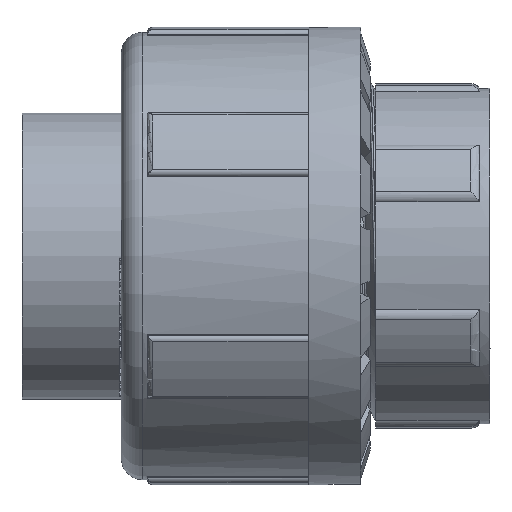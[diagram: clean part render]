
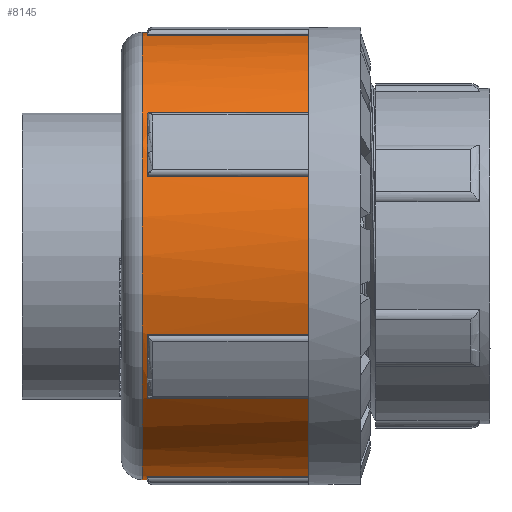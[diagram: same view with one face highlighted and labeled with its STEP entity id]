
A CAD part, top view. The second image highlights one B-rep face of the part: STEP entity #8145.
In plain terms, the highlighted cylindrical face has radius 21.5 mm (diameter 43 mm), a full revolution.
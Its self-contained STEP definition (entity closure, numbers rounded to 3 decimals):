
#603=LINE('',#24099,#1326);
#611=LINE('',#24160,#1334);
#619=LINE('',#24221,#1342);
#627=LINE('',#24282,#1350);
#635=LINE('',#24343,#1358);
#636=LINE('',#24346,#1359);
#638=LINE('',#24354,#1361);
#640=LINE('',#24362,#1363);
#642=LINE('',#24370,#1365);
#644=LINE('',#24378,#1367);
#654=LINE('',#24464,#1377);
#655=LINE('',#24466,#1378);
#1326=VECTOR('',#10015,10.);
#1334=VECTOR('',#10051,10.);
#1342=VECTOR('',#10087,10.);
#1350=VECTOR('',#10123,10.);
#1358=VECTOR('',#10159,10.);
#1359=VECTOR('',#10162,10.);
#1361=VECTOR('',#10174,10.);
#1363=VECTOR('',#10186,10.);
#1365=VECTOR('',#10198,10.);
#1367=VECTOR('',#10210,10.);
#1377=VECTOR('',#10292,10.);
#1378=VECTOR('',#10295,10.);
#1861=CYLINDRICAL_SURFACE('',#8818,21.5);
#1924=FACE_BOUND('',#2889,.T.);
#2373=FACE_OUTER_BOUND('',#2888,.T.);
#2888=EDGE_LOOP('',(#7310,#7311,#7312,#7313,#7314,#7315,#7316,#7317,#7318,
#7319,#7320,#7321,#7322,#7323,#7324,#7325,#7326,#7327,#7328,#7329,#7330,
#7331,#7332,#7333));
#2889=EDGE_LOOP('',(#7334));
#2993=CIRCLE('',#8513,21.5);
#3002=CIRCLE('',#8527,21.5);
#3011=CIRCLE('',#8541,21.5);
#3020=CIRCLE('',#8555,21.5);
#3029=CIRCLE('',#8569,21.5);
#3040=CIRCLE('',#8597,21.5);
#3043=CIRCLE('',#8601,21.5);
#3045=CIRCLE('',#8604,21.5);
#3047=CIRCLE('',#8607,21.5);
#3049=CIRCLE('',#8610,21.5);
#3053=CIRCLE('',#8615,21.5);
#3060=CIRCLE('',#8626,21.5);
#3154=CIRCLE('',#8817,21.5);
#3685=VERTEX_POINT('',#24091);
#3686=VERTEX_POINT('',#24093);
#3687=VERTEX_POINT('',#24097);
#3700=VERTEX_POINT('',#24152);
#3701=VERTEX_POINT('',#24154);
#3702=VERTEX_POINT('',#24158);
#3715=VERTEX_POINT('',#24213);
#3716=VERTEX_POINT('',#24215);
#3717=VERTEX_POINT('',#24219);
#3730=VERTEX_POINT('',#24274);
#3731=VERTEX_POINT('',#24276);
#3732=VERTEX_POINT('',#24280);
#3745=VERTEX_POINT('',#24335);
#3746=VERTEX_POINT('',#24337);
#3747=VERTEX_POINT('',#24341);
#3748=VERTEX_POINT('',#24345);
#3749=VERTEX_POINT('',#24353);
#3750=VERTEX_POINT('',#24361);
#3751=VERTEX_POINT('',#24369);
#3752=VERTEX_POINT('',#24377);
#3753=VERTEX_POINT('',#24385);
#3758=VERTEX_POINT('',#24409);
#3767=VERTEX_POINT('',#24458);
#3768=VERTEX_POINT('',#24460);
#3914=VERTEX_POINT('',#24944);
#4701=EDGE_CURVE('',#3686,#3685,#2993,.T.);
#4704=EDGE_CURVE('',#3685,#3687,#603,.T.);
#4720=EDGE_CURVE('',#3701,#3700,#3002,.T.);
#4723=EDGE_CURVE('',#3700,#3702,#611,.T.);
#4739=EDGE_CURVE('',#3716,#3715,#3011,.T.);
#4742=EDGE_CURVE('',#3715,#3717,#619,.T.);
#4758=EDGE_CURVE('',#3731,#3730,#3020,.T.);
#4761=EDGE_CURVE('',#3730,#3732,#627,.T.);
#4777=EDGE_CURVE('',#3746,#3745,#3029,.T.);
#4780=EDGE_CURVE('',#3745,#3747,#635,.T.);
#4781=EDGE_CURVE('',#3748,#3686,#636,.T.);
#4785=EDGE_CURVE('',#3749,#3701,#638,.T.);
#4789=EDGE_CURVE('',#3750,#3716,#640,.T.);
#4793=EDGE_CURVE('',#3751,#3731,#642,.T.);
#4797=EDGE_CURVE('',#3752,#3746,#644,.T.);
#4801=EDGE_CURVE('',#3753,#3752,#3040,.T.);
#4805=EDGE_CURVE('',#3747,#3751,#3043,.T.);
#4807=EDGE_CURVE('',#3732,#3750,#3045,.T.);
#4809=EDGE_CURVE('',#3717,#3749,#3047,.T.);
#4811=EDGE_CURVE('',#3702,#3748,#3049,.T.);
#4816=EDGE_CURVE('',#3687,#3758,#3053,.T.);
#4830=EDGE_CURVE('',#3768,#3767,#3060,.T.);
#4832=EDGE_CURVE('',#3767,#3753,#654,.T.);
#4833=EDGE_CURVE('',#3758,#3768,#655,.T.);
#5071=EDGE_CURVE('',#3914,#3914,#3154,.T.);
#7310=ORIENTED_EDGE('',*,*,#4704,.T.);
#7311=ORIENTED_EDGE('',*,*,#4816,.T.);
#7312=ORIENTED_EDGE('',*,*,#4833,.T.);
#7313=ORIENTED_EDGE('',*,*,#4830,.T.);
#7314=ORIENTED_EDGE('',*,*,#4832,.T.);
#7315=ORIENTED_EDGE('',*,*,#4801,.T.);
#7316=ORIENTED_EDGE('',*,*,#4797,.T.);
#7317=ORIENTED_EDGE('',*,*,#4777,.T.);
#7318=ORIENTED_EDGE('',*,*,#4780,.T.);
#7319=ORIENTED_EDGE('',*,*,#4805,.T.);
#7320=ORIENTED_EDGE('',*,*,#4793,.T.);
#7321=ORIENTED_EDGE('',*,*,#4758,.T.);
#7322=ORIENTED_EDGE('',*,*,#4761,.T.);
#7323=ORIENTED_EDGE('',*,*,#4807,.T.);
#7324=ORIENTED_EDGE('',*,*,#4789,.T.);
#7325=ORIENTED_EDGE('',*,*,#4739,.T.);
#7326=ORIENTED_EDGE('',*,*,#4742,.T.);
#7327=ORIENTED_EDGE('',*,*,#4809,.T.);
#7328=ORIENTED_EDGE('',*,*,#4785,.T.);
#7329=ORIENTED_EDGE('',*,*,#4720,.T.);
#7330=ORIENTED_EDGE('',*,*,#4723,.T.);
#7331=ORIENTED_EDGE('',*,*,#4811,.T.);
#7332=ORIENTED_EDGE('',*,*,#4781,.T.);
#7333=ORIENTED_EDGE('',*,*,#4701,.T.);
#7334=ORIENTED_EDGE('',*,*,#5071,.F.);
#8145=ADVANCED_FACE('',(#2373,#1924),#1861,.T.);
#8513=AXIS2_PLACEMENT_3D('',#24094,#10009,#10010);
#8527=AXIS2_PLACEMENT_3D('',#24155,#10045,#10046);
#8541=AXIS2_PLACEMENT_3D('',#24216,#10081,#10082);
#8555=AXIS2_PLACEMENT_3D('',#24277,#10117,#10118);
#8569=AXIS2_PLACEMENT_3D('',#24338,#10153,#10154);
#8597=AXIS2_PLACEMENT_3D('',#24386,#10222,#10223);
#8601=AXIS2_PLACEMENT_3D('',#24393,#10231,#10232);
#8604=AXIS2_PLACEMENT_3D('',#24396,#10237,#10238);
#8607=AXIS2_PLACEMENT_3D('',#24399,#10243,#10244);
#8610=AXIS2_PLACEMENT_3D('',#24402,#10249,#10250);
#8615=AXIS2_PLACEMENT_3D('',#24411,#10260,#10261);
#8626=AXIS2_PLACEMENT_3D('',#24461,#10287,#10288);
#8817=AXIS2_PLACEMENT_3D('',#24945,#10816,#10817);
#8818=AXIS2_PLACEMENT_3D('',#24946,#10818,#10819);
#10009=DIRECTION('center_axis',(-1.,0.,0.));
#10010=DIRECTION('ref_axis',(0.,-1.,0.));
#10015=DIRECTION('',(1.,0.,0.));
#10045=DIRECTION('center_axis',(-1.,0.,0.));
#10046=DIRECTION('ref_axis',(0.,-1.,0.));
#10051=DIRECTION('',(1.,0.,0.));
#10081=DIRECTION('center_axis',(-1.,0.,0.));
#10082=DIRECTION('ref_axis',(0.,-1.,0.));
#10087=DIRECTION('',(1.,0.,0.));
#10117=DIRECTION('center_axis',(-1.,0.,0.));
#10118=DIRECTION('ref_axis',(0.,-1.,0.));
#10123=DIRECTION('',(1.,0.,0.));
#10153=DIRECTION('center_axis',(-1.,0.,0.));
#10154=DIRECTION('ref_axis',(0.,-1.,0.));
#10159=DIRECTION('',(1.,0.,0.));
#10162=DIRECTION('',(-1.,0.,0.));
#10174=DIRECTION('',(-1.,0.,0.));
#10186=DIRECTION('',(-1.,0.,0.));
#10198=DIRECTION('',(-1.,0.,0.));
#10210=DIRECTION('',(-1.,0.,0.));
#10222=DIRECTION('center_axis',(-1.,0.,0.));
#10223=DIRECTION('ref_axis',(0.,-1.,0.));
#10231=DIRECTION('center_axis',(-1.,0.,0.));
#10232=DIRECTION('ref_axis',(0.,-1.,0.));
#10237=DIRECTION('center_axis',(-1.,0.,0.));
#10238=DIRECTION('ref_axis',(0.,-1.,0.));
#10243=DIRECTION('center_axis',(-1.,0.,0.));
#10244=DIRECTION('ref_axis',(0.,-1.,0.));
#10249=DIRECTION('center_axis',(-1.,0.,0.));
#10250=DIRECTION('ref_axis',(0.,-1.,0.));
#10260=DIRECTION('center_axis',(-1.,0.,0.));
#10261=DIRECTION('ref_axis',(0.,-1.,0.));
#10287=DIRECTION('center_axis',(-1.,0.,0.));
#10288=DIRECTION('ref_axis',(0.,-1.,0.));
#10292=DIRECTION('',(1.,0.,0.));
#10295=DIRECTION('',(-1.,0.,0.));
#10816=DIRECTION('center_axis',(-1.,0.,0.));
#10817=DIRECTION('ref_axis',(0.,1.,0.));
#10818=DIRECTION('center_axis',(-1.,0.,0.));
#10819=DIRECTION('ref_axis',(0.,-1.,0.));
#24091=CARTESIAN_POINT('',(2.5,13.618,16.637));
#24093=CARTESIAN_POINT('',(2.5,7.599,20.112));
#24094=CARTESIAN_POINT('Origin',(2.5,0.,0.));
#24097=CARTESIAN_POINT('',(18.,13.618,16.637));
#24099=CARTESIAN_POINT('',(11.5,13.618,16.637));
#24152=CARTESIAN_POINT('',(2.5,-7.599,20.112));
#24154=CARTESIAN_POINT('',(2.5,-13.618,16.637));
#24155=CARTESIAN_POINT('Origin',(2.5,0.,0.));
#24158=CARTESIAN_POINT('',(18.,-7.599,20.112));
#24160=CARTESIAN_POINT('',(11.5,-7.599,20.112));
#24213=CARTESIAN_POINT('',(2.5,-21.217,3.475));
#24215=CARTESIAN_POINT('',(2.5,-21.217,-3.475));
#24216=CARTESIAN_POINT('Origin',(2.5,0.,0.));
#24219=CARTESIAN_POINT('',(18.,-21.217,3.475));
#24221=CARTESIAN_POINT('',(11.5,-21.217,3.475));
#24274=CARTESIAN_POINT('',(2.5,-13.618,-16.637));
#24276=CARTESIAN_POINT('',(2.5,-7.599,-20.112));
#24277=CARTESIAN_POINT('Origin',(2.5,0.,0.));
#24280=CARTESIAN_POINT('',(18.,-13.618,-16.637));
#24282=CARTESIAN_POINT('',(11.5,-13.618,-16.637));
#24335=CARTESIAN_POINT('',(2.5,7.599,-20.112));
#24337=CARTESIAN_POINT('',(2.5,13.618,-16.637));
#24338=CARTESIAN_POINT('Origin',(2.5,0.,0.));
#24341=CARTESIAN_POINT('',(18.,7.599,-20.112));
#24343=CARTESIAN_POINT('',(11.5,7.599,-20.112));
#24345=CARTESIAN_POINT('',(18.,7.599,20.112));
#24346=CARTESIAN_POINT('',(11.5,7.599,20.112));
#24353=CARTESIAN_POINT('',(18.,-13.618,16.637));
#24354=CARTESIAN_POINT('',(11.5,-13.618,16.637));
#24361=CARTESIAN_POINT('',(18.,-21.217,-3.475));
#24362=CARTESIAN_POINT('',(11.5,-21.217,-3.475));
#24369=CARTESIAN_POINT('',(18.,-7.599,-20.112));
#24370=CARTESIAN_POINT('',(11.5,-7.599,-20.112));
#24377=CARTESIAN_POINT('',(18.,13.618,-16.637));
#24378=CARTESIAN_POINT('',(11.5,13.618,-16.637));
#24385=CARTESIAN_POINT('',(18.,21.217,-3.475));
#24386=CARTESIAN_POINT('Origin',(18.,0.,0.));
#24393=CARTESIAN_POINT('Origin',(18.,0.,0.));
#24396=CARTESIAN_POINT('Origin',(18.,0.,0.));
#24399=CARTESIAN_POINT('Origin',(18.,0.,0.));
#24402=CARTESIAN_POINT('Origin',(18.,0.,0.));
#24409=CARTESIAN_POINT('',(18.,21.217,3.475));
#24411=CARTESIAN_POINT('Origin',(18.,0.,0.));
#24458=CARTESIAN_POINT('',(2.5,21.217,-3.475));
#24460=CARTESIAN_POINT('',(2.5,21.217,3.475));
#24461=CARTESIAN_POINT('Origin',(2.5,0.,0.));
#24464=CARTESIAN_POINT('',(11.5,21.217,-3.475));
#24466=CARTESIAN_POINT('',(11.5,21.217,3.475));
#24944=CARTESIAN_POINT('',(2.,-21.5,0.));
#24945=CARTESIAN_POINT('Origin',(2.,0.,0.));
#24946=CARTESIAN_POINT('Origin',(11.5,0.,0.));
